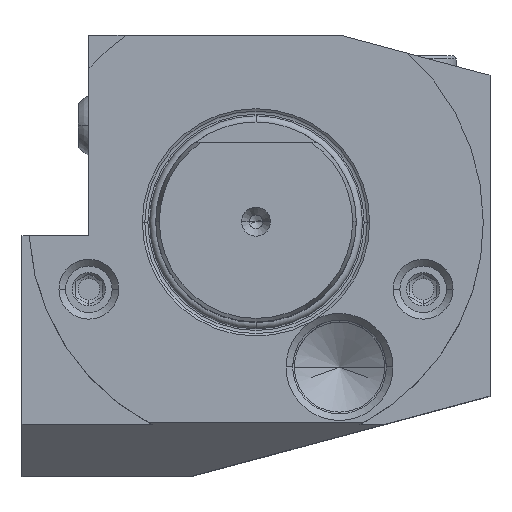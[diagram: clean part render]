
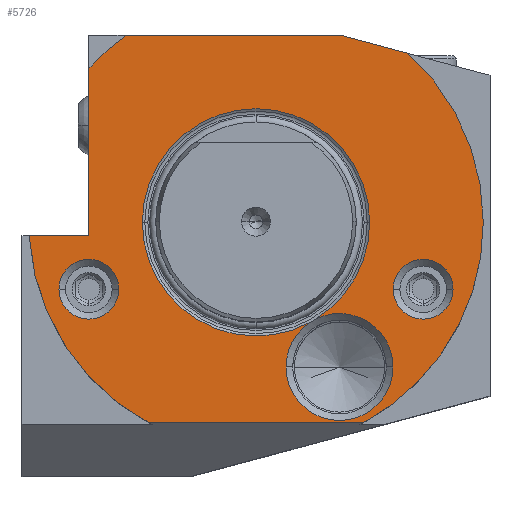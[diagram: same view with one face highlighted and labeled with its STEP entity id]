
A CAD part, top view. The second image highlights one B-rep face of the part: STEP entity #5726.
In plain terms, the highlighted planar face has unit normal (0, 0, 1).
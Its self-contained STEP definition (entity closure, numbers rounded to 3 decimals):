
#271=CARTESIAN_POINT('',(0,0,-55));
#272=DIRECTION('',(0,0,1));
#273=DIRECTION('',(-0.998,-0.059,0));
#274=AXIS2_PLACEMENT_3D('',#271,#272,#273);
#276=DIRECTION('',(-1,0,0));
#277=VECTOR('',#276,8.941);
#278=CARTESIAN_POINT('',(-25,-2,-55));
#279=LINE('',#278,#277);
#280=DIRECTION('',(0,-1,0));
#281=VECTOR('',#280,25.043);
#282=CARTESIAN_POINT('',(-25,23.043,-55));
#283=LINE('',#282,#281);
#284=CARTESIAN_POINT('',(0,0,-55));
#285=DIRECTION('',(0,0,1));
#286=DIRECTION('',(-0.567,0.824,0));
#287=AXIS2_PLACEMENT_3D('',#284,#285,#286);
#289=DIRECTION('',(-1,0,0));
#290=VECTOR('',#289,31.895);
#291=CARTESIAN_POINT('',(12.608,28,-55));
#292=LINE('',#291,#290);
#293=DIRECTION('',(-0.966,0.259,0));
#294=VECTOR('',#293,10.475);
#295=CARTESIAN_POINT('',(22.726,25.289,-55));
#296=LINE('',#295,#294);
#297=CARTESIAN_POINT('',(0,0,-55));
#298=DIRECTION('',(0,0,1));
#299=DIRECTION('',(1,0,0));
#300=AXIS2_PLACEMENT_3D('',#297,#298,#299);
#302=CARTESIAN_POINT('',(0,0,-55));
#303=DIRECTION('',(0,0,1));
#304=DIRECTION('',(0.471,-0.882,0));
#305=AXIS2_PLACEMENT_3D('',#302,#303,#304);
#307=DIRECTION('',(1,0,0));
#308=VECTOR('',#307,32);
#309=CARTESIAN_POINT('',(-16,-30,-55));
#310=LINE('',#309,#308);
#311=CARTESIAN_POINT('',(-25,-10,-55));
#312=DIRECTION('',(0,0,-1));
#313=DIRECTION('',(1,0,0));
#314=AXIS2_PLACEMENT_3D('',#311,#312,#313);
#316=CARTESIAN_POINT('',(-25,-10,-55));
#317=DIRECTION('',(0,0,-1));
#318=DIRECTION('',(-1,0,0));
#319=AXIS2_PLACEMENT_3D('',#316,#317,#318);
#321=CARTESIAN_POINT('',(25,-10,-55));
#322=DIRECTION('',(0,0,-1));
#323=DIRECTION('',(1,0,0));
#324=AXIS2_PLACEMENT_3D('',#321,#322,#323);
#326=CARTESIAN_POINT('',(25,-10,-55));
#327=DIRECTION('',(0,0,-1));
#328=DIRECTION('',(-1,0,0));
#329=AXIS2_PLACEMENT_3D('',#326,#327,#328);
#331=CARTESIAN_POINT('',(0,0,-55));
#332=DIRECTION('',(0,0,-1));
#333=DIRECTION('',(1,0,0));
#334=AXIS2_PLACEMENT_3D('',#331,#332,#333);
#336=CARTESIAN_POINT('',(0,0,-55));
#337=DIRECTION('',(0,0,-1));
#338=DIRECTION('',(-1,0,0));
#339=AXIS2_PLACEMENT_3D('',#336,#337,#338);
#341=CARTESIAN_POINT('',(0,0,-55));
#342=DIRECTION('',(0,0,-1));
#343=DIRECTION('',(0.476,-0.879,0));
#344=AXIS2_PLACEMENT_3D('',#341,#342,#343);
#346=CARTESIAN_POINT('',(12.49,-21.633,-55));
#347=DIRECTION('',(0,0,-1));
#348=DIRECTION('',(-1,0,0));
#349=AXIS2_PLACEMENT_3D('',#346,#347,#348);
#351=CARTESIAN_POINT('',(12.49,-21.633,-55));
#352=DIRECTION('',(0,0,-1));
#353=DIRECTION('',(1,0,0));
#354=AXIS2_PLACEMENT_3D('',#351,#352,#353);
#356=CARTESIAN_POINT('',(12.49,-21.633,-55));
#357=DIRECTION('',(0,0,-1));
#358=DIRECTION('',(-0.449,0.894,0));
#359=AXIS2_PLACEMENT_3D('',#356,#357,#358);
#4393=CARTESIAN_POINT('',(20.525,-10,-55));
#4394=CARTESIAN_POINT('',(29.475,-10,-55));
#4395=VERTEX_POINT('',#4393);
#4396=VERTEX_POINT('',#4394);
#4413=CARTESIAN_POINT('',(-33.941,-2,-55));
#4414=CARTESIAN_POINT('',(-16,-30,-55));
#4415=VERTEX_POINT('',#4413);
#4416=VERTEX_POINT('',#4414);
#4425=CARTESIAN_POINT('',(-25,-2,-55));
#4426=VERTEX_POINT('',#4425);
#4431=CARTESIAN_POINT('',(-29.475,-10,-55));
#4432=CARTESIAN_POINT('',(-20.525,-10,-55));
#4433=VERTEX_POINT('',#4431);
#4434=VERTEX_POINT('',#4432);
#4435=CARTESIAN_POINT('',(16,-30,-55));
#4436=VERTEX_POINT('',#4435);
#4441=CARTESIAN_POINT('',(22.726,25.289,-55));
#4442=VERTEX_POINT('',#4441);
#4469=CARTESIAN_POINT('',(4.49,-21.633,-55));
#4470=CARTESIAN_POINT('',(8.093,-14.95,-55));
#4471=VERTEX_POINT('',#4469);
#4472=VERTEX_POINT('',#4470);
#4491=CARTESIAN_POINT('',(-25,23.043,-55));
#4492=VERTEX_POINT('',#4491);
#4495=CARTESIAN_POINT('',(12.608,28,-55));
#4496=VERTEX_POINT('',#4495);
#4501=CARTESIAN_POINT('',(-19.287,28,-55));
#4502=VERTEX_POINT('',#4501);
#4504=CARTESIAN_POINT('',(8.901,-14.484,-55));
#4505=CARTESIAN_POINT('',(20.49,-21.633,-55));
#4506=VERTEX_POINT('',#4504);
#4507=VERTEX_POINT('',#4505);
#4522=CARTESIAN_POINT('',(-17,0,-55));
#4523=CARTESIAN_POINT('',(17,0,-55));
#4524=VERTEX_POINT('',#4522);
#4525=VERTEX_POINT('',#4523);
#4602=CARTESIAN_POINT('',(34,0,-55));
#4603=VERTEX_POINT('',#4602);
#5676=CARTESIAN_POINT('',(0,17,-55));
#5677=DIRECTION('',(0,0,-1));
#5678=DIRECTION('',(-1,0,0));
#5679=AXIS2_PLACEMENT_3D('',#5676,#5677,#5678);
#5680=PLANE('',#5679);
#5682=ORIENTED_EDGE('',*,*,#5681,.F.);
#5684=ORIENTED_EDGE('',*,*,#5683,.F.);
#5686=ORIENTED_EDGE('',*,*,#5685,.F.);
#5688=ORIENTED_EDGE('',*,*,#5687,.F.);
#5689=ORIENTED_EDGE('',*,*,#5645,.F.);
#5691=ORIENTED_EDGE('',*,*,#5690,.F.);
#5693=ORIENTED_EDGE('',*,*,#5692,.F.);
#5695=ORIENTED_EDGE('',*,*,#5694,.F.);
#5697=ORIENTED_EDGE('',*,*,#5696,.F.);
#5698=EDGE_LOOP('',(#5682,#5684,#5686,#5688,#5689,#5691,#5693,#5695,#5697));
#5699=FACE_OUTER_BOUND('',#5698,.F.);
#5701=ORIENTED_EDGE('',*,*,#5700,.F.);
#5703=ORIENTED_EDGE('',*,*,#5702,.F.);
#5704=EDGE_LOOP('',(#5701,#5703));
#5705=FACE_BOUND('',#5704,.F.);
#5707=ORIENTED_EDGE('',*,*,#5706,.F.);
#5709=ORIENTED_EDGE('',*,*,#5708,.F.);
#5710=EDGE_LOOP('',(#5707,#5709));
#5711=FACE_BOUND('',#5710,.F.);
#5713=ORIENTED_EDGE('',*,*,#5712,.F.);
#5715=ORIENTED_EDGE('',*,*,#5714,.F.);
#5717=ORIENTED_EDGE('',*,*,#5716,.F.);
#5719=ORIENTED_EDGE('',*,*,#5718,.F.);
#5721=ORIENTED_EDGE('',*,*,#5720,.F.);
#5723=ORIENTED_EDGE('',*,*,#5722,.F.);
#5724=EDGE_LOOP('',(#5713,#5715,#5717,#5719,#5721,#5723));
#5725=FACE_BOUND('',#5724,.F.);
#5726=ADVANCED_FACE('',(#5699,#5705,#5711,#5725),#5680,.F.);
#275=CIRCLE('',#274,34);
#288=CIRCLE('',#287,34);
#301=CIRCLE('',#300,34);
#306=CIRCLE('',#305,34);
#315=CIRCLE('',#314,4.475);
#320=CIRCLE('',#319,4.475);
#325=CIRCLE('',#324,4.475);
#330=CIRCLE('',#329,4.475);
#335=CIRCLE('',#334,17);
#340=CIRCLE('',#339,17);
#345=CIRCLE('',#344,17);
#350=CIRCLE('',#349,8);
#355=CIRCLE('',#354,8);
#360=CIRCLE('',#359,8);
#5645=EDGE_CURVE('',#4496,#4502,#292,.T.);
#5681=EDGE_CURVE('',#4415,#4416,#275,.T.);
#5683=EDGE_CURVE('',#4426,#4415,#279,.T.);
#5685=EDGE_CURVE('',#4492,#4426,#283,.T.);
#5687=EDGE_CURVE('',#4502,#4492,#288,.T.);
#5690=EDGE_CURVE('',#4442,#4496,#296,.T.);
#5692=EDGE_CURVE('',#4603,#4442,#301,.T.);
#5694=EDGE_CURVE('',#4436,#4603,#306,.T.);
#5696=EDGE_CURVE('',#4416,#4436,#310,.T.);
#5700=EDGE_CURVE('',#4434,#4433,#315,.T.);
#5702=EDGE_CURVE('',#4433,#4434,#320,.T.);
#5706=EDGE_CURVE('',#4396,#4395,#325,.T.);
#5708=EDGE_CURVE('',#4395,#4396,#330,.T.);
#5712=EDGE_CURVE('',#4525,#4506,#335,.T.);
#5714=EDGE_CURVE('',#4524,#4525,#340,.T.);
#5716=EDGE_CURVE('',#4472,#4524,#345,.T.);
#5718=EDGE_CURVE('',#4471,#4472,#350,.T.);
#5720=EDGE_CURVE('',#4507,#4471,#355,.T.);
#5722=EDGE_CURVE('',#4506,#4507,#360,.T.);
